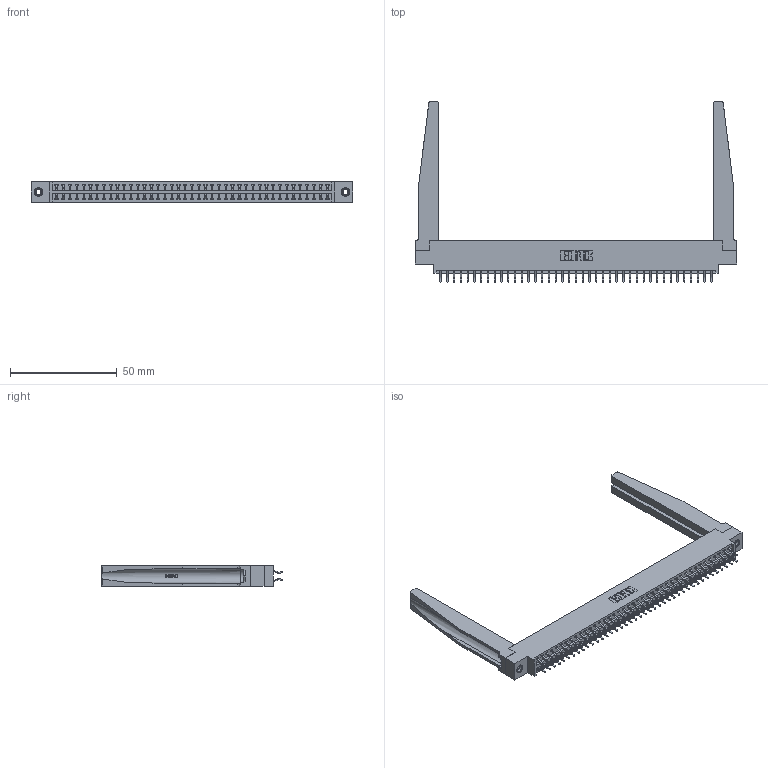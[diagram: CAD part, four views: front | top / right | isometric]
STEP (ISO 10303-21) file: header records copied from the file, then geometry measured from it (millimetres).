
FILE_DESCRIPTION (( 'STEP AP203' ), '1' );
FILE_NAME ('346-082-556-878.STEP', '2022-05-25T18:30:18', ( '' ), ( '' ), 'SwSTEP 2.0', 'SolidWorks 2020', '' );
FILE_SCHEMA (( 'CONFIG_CONTROL_DESIGN' ));
Length unit declared in the file: inch
Products named in the file (5): 346-082-556-878; 345-292-001_556 Tail; 346 Part_0.170 Offset - 0.156 Dia-TH; 346-220-078_345-220-078; 345-250-001_345-250-001-102
Assembly tree (87 placements, depth 2):
  346-082-556-878
    346 Part_0.170 Offset - 0.156 Dia-TH
    345-292-001_556 Tail  x82
    346-220-078_345-220-078  x2
    345-250-001_345-250-001-102  x2
Bounding box: 150.75 x 84.84 x 9.4 mm (x, y, z)
Volume: 21425 mm3; surface area: 26613.3 mm2
Topology: 87 solids, 87 shells, 5130 faces, 15171 edges, 9994 vertices
Faces by surface type: plane 3434, cylinder 1644, bspline 36, cone 12, torus 4
Entity records: 32408 total; most frequent: CARTESIAN_POINT 6301, ORIENTED_EDGE 5110, DIRECTION 4577, EDGE_CURVE 2555, LINE 2157, VECTOR 2157, VERTEX_POINT 1696, AXIS2_PLACEMENT_3D 1210
